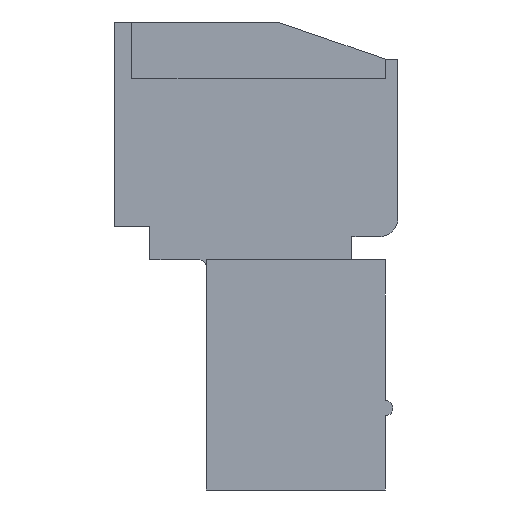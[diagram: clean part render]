
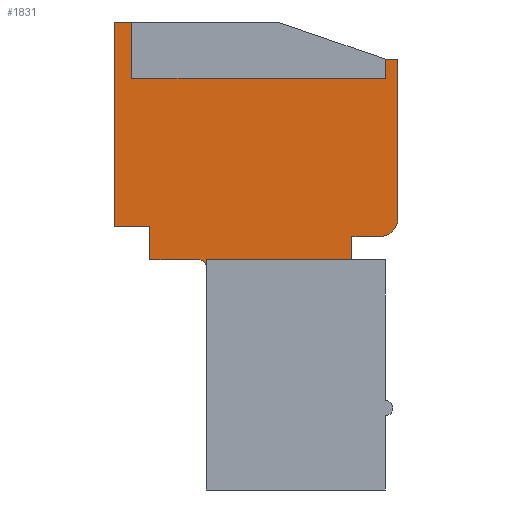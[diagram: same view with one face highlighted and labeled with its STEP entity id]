
A CAD part, left-side view. The second image highlights one B-rep face of the part: STEP entity #1831.
In plain terms, the highlighted planar face has unit normal (-1, 0, 0).
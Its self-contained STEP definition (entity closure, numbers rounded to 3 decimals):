
#1831 = ADVANCED_FACE( '', ( #4708 ), #4709, .T. );
#4708 = FACE_OUTER_BOUND( '', #8972, .T. );
#4709 = PLANE( '', #8973 );
#8972 = EDGE_LOOP( '', ( #13498, #13499, #13500, #13501, #13502, #13503, #13504, #13505, #13506, #13507, #13508, #13509, #13510, #13511, #13512, #13513 ) );
#8973 = AXIS2_PLACEMENT_3D( '', #13514, #13515, #13516 );
#13498 = ORIENTED_EDGE( '', *, *, #26004, .F. );
#13499 = ORIENTED_EDGE( '', *, *, #26005, .F. );
#13500 = ORIENTED_EDGE( '', *, *, #26006, .T. );
#13501 = ORIENTED_EDGE( '', *, *, #26007, .T. );
#13502 = ORIENTED_EDGE( '', *, *, #25764, .T. );
#13503 = ORIENTED_EDGE( '', *, *, #26008, .T. );
#13504 = ORIENTED_EDGE( '', *, *, #26009, .T. );
#13505 = ORIENTED_EDGE( '', *, *, #26010, .T. );
#13506 = ORIENTED_EDGE( '', *, *, #26011, .T. );
#13507 = ORIENTED_EDGE( '', *, *, #26012, .T. );
#13508 = ORIENTED_EDGE( '', *, *, #26013, .T. );
#13509 = ORIENTED_EDGE( '', *, *, #26014, .T. );
#13510 = ORIENTED_EDGE( '', *, *, #26015, .T. );
#13511 = ORIENTED_EDGE( '', *, *, #26016, .F. );
#13512 = ORIENTED_EDGE( '', *, *, #26017, .T. );
#13513 = ORIENTED_EDGE( '', *, *, #26018, .T. );
#13514 = CARTESIAN_POINT( '', ( -22.86, 0., 0. ) );
#13515 = DIRECTION( '', ( -1., 0., 0. ) );
#13516 = DIRECTION( '', ( 0., 0., 1. ) );
#25764 = EDGE_CURVE( '', #30779, #30780, #30781, .T. );
#26004 = EDGE_CURVE( '', #31222, #31223, #31224, .T. );
#26005 = EDGE_CURVE( '', #31225, #31222, #31226, .T. );
#26006 = EDGE_CURVE( '', #31225, #31227, #31228, .T. );
#26007 = EDGE_CURVE( '', #31227, #30779, #31229, .T. );
#26008 = EDGE_CURVE( '', #30780, #31230, #31231, .T. );
#26009 = EDGE_CURVE( '', #31230, #31232, #31233, .T. );
#26010 = EDGE_CURVE( '', #31232, #31234, #31235, .T. );
#26011 = EDGE_CURVE( '', #31234, #31236, #31237, .F. );
#26012 = EDGE_CURVE( '', #31236, #31238, #31239, .T. );
#26013 = EDGE_CURVE( '', #31238, #31240, #31241, .T. );
#26014 = EDGE_CURVE( '', #31240, #31242, #31243, .T. );
#26015 = EDGE_CURVE( '', #31242, #31244, #31245, .T. );
#26016 = EDGE_CURVE( '', #31246, #31244, #31247, .F. );
#26017 = EDGE_CURVE( '', #31246, #31248, #31249, .T. );
#26018 = EDGE_CURVE( '', #31248, #31223, #31250, .T. );
#30779 = VERTEX_POINT( '', #38214 );
#30780 = VERTEX_POINT( '', #38215 );
#30781 = LINE( '', #38216, #38217 );
#31222 = VERTEX_POINT( '', #38851 );
#31223 = VERTEX_POINT( '', #38852 );
#31224 = LINE( '', #38853, #38854 );
#31225 = VERTEX_POINT( '', #38855 );
#31226 = LINE( '', #38856, #38857 );
#31227 = VERTEX_POINT( '', #38858 );
#31228 = LINE( '', #38859, #38860 );
#31229 = LINE( '', #38861, #38862 );
#31230 = VERTEX_POINT( '', #38863 );
#31231 = LINE( '', #38864, #38865 );
#31232 = VERTEX_POINT( '', #38866 );
#31233 = LINE( '', #38867, #38868 );
#31234 = VERTEX_POINT( '', #38869 );
#31235 = LINE( '', #38870, #38871 );
#31236 = VERTEX_POINT( '', #38872 );
#31237 = CIRCLE( '', #38873, 0.3 );
#31238 = VERTEX_POINT( '', #38874 );
#31239 = LINE( '', #38875, #38876 );
#31240 = VERTEX_POINT( '', #38877 );
#31241 = LINE( '', #38878, #38879 );
#31242 = VERTEX_POINT( '', #38880 );
#31243 = LINE( '', #38881, #38882 );
#31244 = VERTEX_POINT( '', #38883 );
#31245 = LINE( '', #38884, #38885 );
#31246 = VERTEX_POINT( '', #38886 );
#31247 = CIRCLE( '', #38887, 0.75 );
#31248 = VERTEX_POINT( '', #38888 );
#31249 = LINE( '', #38889, #38890 );
#31250 = LINE( '', #38891, #38892 );
#38214 = CARTESIAN_POINT( '', ( -22.86, 6.5, 8. ) );
#38215 = CARTESIAN_POINT( '', ( -22.86, 6.5, 0. ) );
#38216 = CARTESIAN_POINT( '', ( -22.86, 6.5, 8. ) );
#38217 = VECTOR( '', #48912, 1000. );
#38851 = CARTESIAN_POINT( '', ( -22.86, -4.1, 5.8 ) );
#38852 = CARTESIAN_POINT( '', ( -22.86, -4.1, 6.55 ) );
#38853 = CARTESIAN_POINT( '', ( -22.86, -4.1, 5.8 ) );
#38854 = VECTOR( '', #49145, 1000. );
#38855 = CARTESIAN_POINT( '', ( -22.86, 5.8, 5.8 ) );
#38856 = CARTESIAN_POINT( '', ( -22.86, 5.8, 5.8 ) );
#38857 = VECTOR( '', #49146, 1000. );
#38858 = CARTESIAN_POINT( '', ( -22.86, 5.8, 8. ) );
#38859 = CARTESIAN_POINT( '', ( -22.86, 5.8, 5.8 ) );
#38860 = VECTOR( '', #49147, 1000. );
#38861 = CARTESIAN_POINT( '', ( -22.86, -4.6, 8. ) );
#38862 = VECTOR( '', #49148, 1000. );
#38863 = CARTESIAN_POINT( '', ( -22.86, 5.1, 0. ) );
#38864 = CARTESIAN_POINT( '', ( -22.86, 5.1, 0. ) );
#38865 = VECTOR( '', #49149, 1000. );
#38866 = CARTESIAN_POINT( '', ( -22.86, 5.1, -1.3 ) );
#38867 = CARTESIAN_POINT( '', ( -22.86, 5.1, -1.3 ) );
#38868 = VECTOR( '', #49150, 1000. );
#38869 = CARTESIAN_POINT( '', ( -22.86, 3.2, -1.3 ) );
#38870 = CARTESIAN_POINT( '', ( -22.86, 2.9, -1.3 ) );
#38871 = VECTOR( '', #49151, 1000. );
#38872 = CARTESIAN_POINT( '', ( -22.86, 2.9, -1.6 ) );
#38873 = AXIS2_PLACEMENT_3D( '', #49152, #49153, #49154 );
#38874 = CARTESIAN_POINT( '', ( -22.86, 2.9, -1.3 ) );
#38875 = CARTESIAN_POINT( '', ( -22.86, 2.9, -1.6 ) );
#38876 = VECTOR( '', #49155, 1000. );
#38877 = CARTESIAN_POINT( '', ( -22.86, -2.8, -1.3 ) );
#38878 = CARTESIAN_POINT( '', ( -22.86, 2.9, -1.3 ) );
#38879 = VECTOR( '', #49156, 1000. );
#38880 = CARTESIAN_POINT( '', ( -22.86, -2.8, -0.4 ) );
#38881 = CARTESIAN_POINT( '', ( -22.86, -2.8, -0.4 ) );
#38882 = VECTOR( '', #49157, 1000. );
#38883 = CARTESIAN_POINT( '', ( -22.86, -3.85, -0.4 ) );
#38884 = CARTESIAN_POINT( '', ( -22.86, -4.6, -0.4 ) );
#38885 = VECTOR( '', #49158, 1000. );
#38886 = CARTESIAN_POINT( '', ( -22.86, -4.6, 0.35 ) );
#38887 = AXIS2_PLACEMENT_3D( '', #49159, #49160, #49161 );
#38888 = CARTESIAN_POINT( '', ( -22.86, -4.6, 6.55 ) );
#38889 = CARTESIAN_POINT( '', ( -22.86, -4.6, -1.3 ) );
#38890 = VECTOR( '', #49162, 1000. );
#38891 = CARTESIAN_POINT( '', ( -22.86, -4.6, 6.55 ) );
#38892 = VECTOR( '', #49163, 1000. );
#48912 = DIRECTION( '', ( 0., 0., -1. ) );
#49145 = DIRECTION( '', ( 0., 0., 1. ) );
#49146 = DIRECTION( '', ( 0., -1., 0. ) );
#49147 = DIRECTION( '', ( 0., 0., 1. ) );
#49148 = DIRECTION( '', ( 0., 1., 0. ) );
#49149 = DIRECTION( '', ( 0., -1., 0. ) );
#49150 = DIRECTION( '', ( 0., 0., -1. ) );
#49151 = DIRECTION( '', ( 0., -1., 0. ) );
#49152 = CARTESIAN_POINT( '', ( -22.86, 3.2, -1.6 ) );
#49153 = DIRECTION( '', ( -1., 0., 0. ) );
#49154 = DIRECTION( '', ( 0., 0., 1. ) );
#49155 = DIRECTION( '', ( 0., 0., 1. ) );
#49156 = DIRECTION( '', ( 0., -1., 0. ) );
#49157 = DIRECTION( '', ( 0., 0., 1. ) );
#49158 = DIRECTION( '', ( 0., -1., 0. ) );
#49159 = CARTESIAN_POINT( '', ( -22.86, -3.85, 0.35 ) );
#49160 = DIRECTION( '', ( -1., 0., 0. ) );
#49161 = DIRECTION( '', ( 0., 0., 1. ) );
#49162 = DIRECTION( '', ( 0., 0., 1. ) );
#49163 = DIRECTION( '', ( 0., 1., 0. ) );
